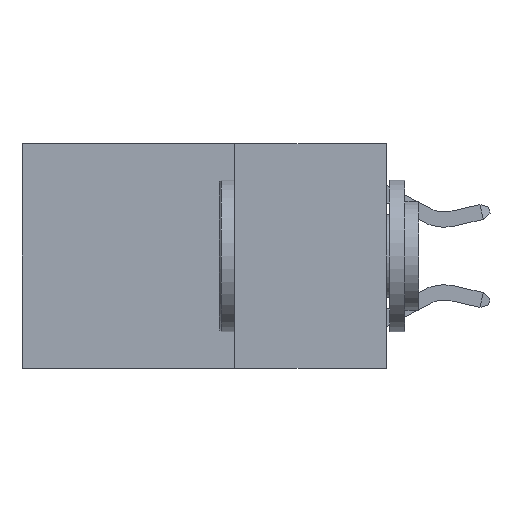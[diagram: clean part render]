
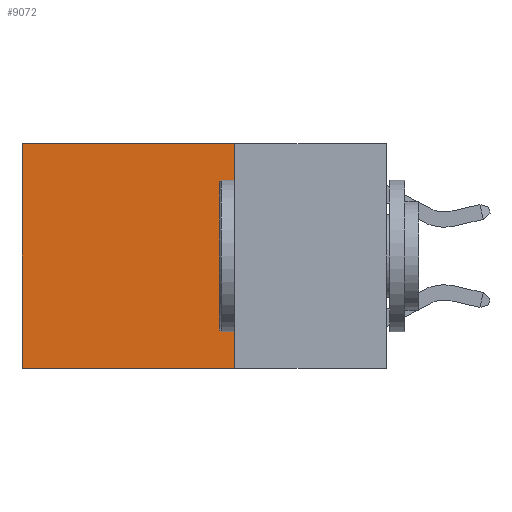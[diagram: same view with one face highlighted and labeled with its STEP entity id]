
A CAD part, left-side view. The second image highlights one B-rep face of the part: STEP entity #9072.
In plain terms, the highlighted planar face has unit normal (-1, 0, 0).
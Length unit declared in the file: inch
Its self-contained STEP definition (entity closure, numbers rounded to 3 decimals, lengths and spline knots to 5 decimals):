
#12 = DIRECTION ( 'NONE',  ( 0., 1., 0. ) ) ;
#547 = LINE ( 'NONE', #10817, #2647 ) ;
#697 = LINE ( 'NONE', #8499, #7081 ) ;
#846 = EDGE_CURVE ( 'NONE', #4292, #2958, #2386, .T. ) ;
#929 = CARTESIAN_POINT ( 'NONE',  ( 0.2625, 0.6, -0.37 ) ) ;
#976 = VECTOR ( 'NONE', #1959, 39.37008 ) ;
#1035 = VECTOR ( 'NONE', #2592, 39.37008 ) ;
#1512 = CARTESIAN_POINT ( 'NONE',  ( 0.2625, 0.25, 0. ) ) ;
#1609 = ORIENTED_EDGE ( 'NONE', *, *, #846, .F. ) ;
#1728 = ORIENTED_EDGE ( 'NONE', *, *, #4111, .F. ) ;
#1959 = DIRECTION ( 'NONE',  ( 0., 0., -1. ) ) ;
#2386 = LINE ( 'NONE', #4663, #976 ) ;
#2592 = DIRECTION ( 'NONE',  ( 0., 0., -1. ) ) ;
#2647 = VECTOR ( 'NONE', #12, 39.37008 ) ;
#2682 = DIRECTION ( 'NONE',  ( 0., 0., -1. ) ) ;
#2746 = EDGE_LOOP ( 'NONE', ( #6449, #1728, #1609, #6645 ) ) ;
#2958 = VERTEX_POINT ( 'NONE', #10969 ) ;
#3420 = CARTESIAN_POINT ( 'NONE',  ( 0.2625, 0.25, 0. ) ) ;
#3566 = EDGE_CURVE ( 'NONE', #4292, #6592, #697, .T. ) ;
#4107 = VERTEX_POINT ( 'NONE', #929 ) ;
#4108 = DIRECTION ( 'NONE',  ( 0., 1., 0. ) ) ;
#4111 = EDGE_CURVE ( 'NONE', #2958, #4107, #547, .T. ) ;
#4292 = VERTEX_POINT ( 'NONE', #3420 ) ;
#4620 = FACE_OUTER_BOUND ( 'NONE', #2746, .T. ) ;
#4663 = CARTESIAN_POINT ( 'NONE',  ( 0.2625, 0.25, 0. ) ) ;
#4717 = LINE ( 'NONE', #8952, #1035 ) ;
#6449 = ORIENTED_EDGE ( 'NONE', *, *, #9816, .T. ) ;
#6592 = VERTEX_POINT ( 'NONE', #10203 ) ;
#6645 = ORIENTED_EDGE ( 'NONE', *, *, #3566, .T. ) ;
#6909 = PLANE ( 'NONE',  #9527 ) ;
#7081 = VECTOR ( 'NONE', #4108, 39.37008 ) ;
#8499 = CARTESIAN_POINT ( 'NONE',  ( 0.2625, 0.25, 0. ) ) ;
#8952 = CARTESIAN_POINT ( 'NONE',  ( 0.2625, 0.6, 0. ) ) ;
#9072 = ADVANCED_FACE ( 'NONE', ( #4620 ), #6909, .F. ) ;
#9527 = AXIS2_PLACEMENT_3D ( 'NONE', #1512, #11598, #2682 ) ;
#9816 = EDGE_CURVE ( 'NONE', #6592, #4107, #4717, .T. ) ;
#10203 = CARTESIAN_POINT ( 'NONE',  ( 0.2625, 0.6, 0. ) ) ;
#10817 = CARTESIAN_POINT ( 'NONE',  ( 0.2625, 0.25, -0.37 ) ) ;
#10969 = CARTESIAN_POINT ( 'NONE',  ( 0.2625, 0.25, -0.37 ) ) ;
#11598 = DIRECTION ( 'NONE',  ( 1., 0., 0. ) ) ;
